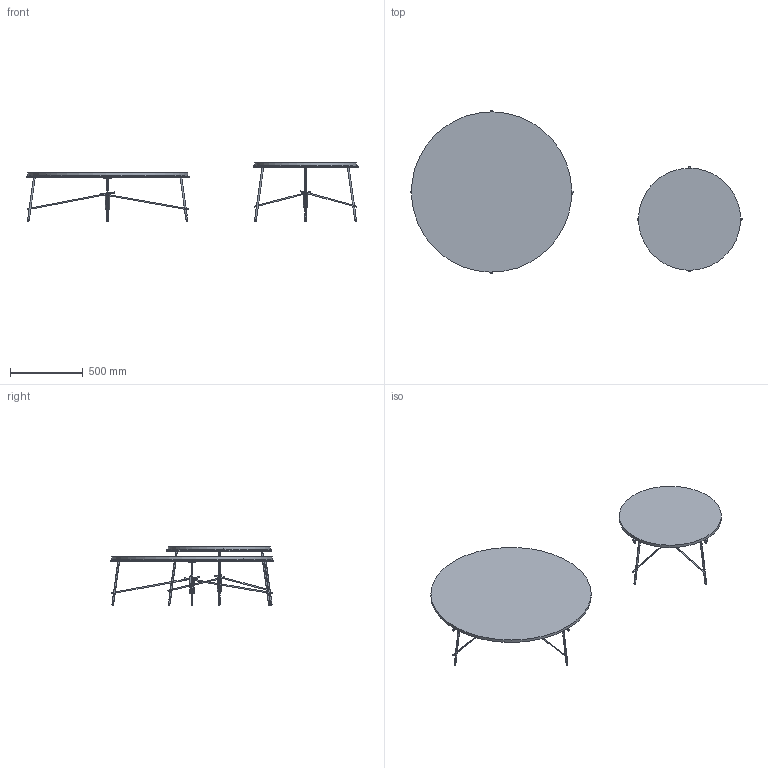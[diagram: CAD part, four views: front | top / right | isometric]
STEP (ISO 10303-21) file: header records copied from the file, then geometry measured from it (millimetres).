
FILE_DESCRIPTION(/* description */ (''),/* implementation_level */ '2;1');
FILE_NAME(/* name */ '9D4YGT~4',/* time_stamp */ '2017-05-31T11:58:21+02:00',/* author */ (''),/* organization */ (''),/* preprocessor_version */ 'ST-DEVELOPER v15',/* originating_system */ '',/* authorisation */ '');
FILE_SCHEMA (('AUTOMOTIVE_DESIGN'));
Length unit declared in the file: millimetre
Products named in the file (1): Document
Bounding box: 2278 x 1120 x 401.5 mm (x, y, z)
Volume: 27179087.1 mm3; surface area: 3314463.8 mm2
Topology: 44 solids, 56 shells, 288 faces, 564 edges, 360 vertices
Faces by surface type: bspline 204, plane 84
Entity records: 9194 total; most frequent: CARTESIAN_POINT 5735, ORIENTED_EDGE 1048, EDGE_CURVE 548, VERTEX_POINT 360, EDGE_LOOP 320, ADVANCED_FACE 288, FACE_OUTER_BOUND 288, B_SPLINE_CURVE_WITH_KNOTS 96
